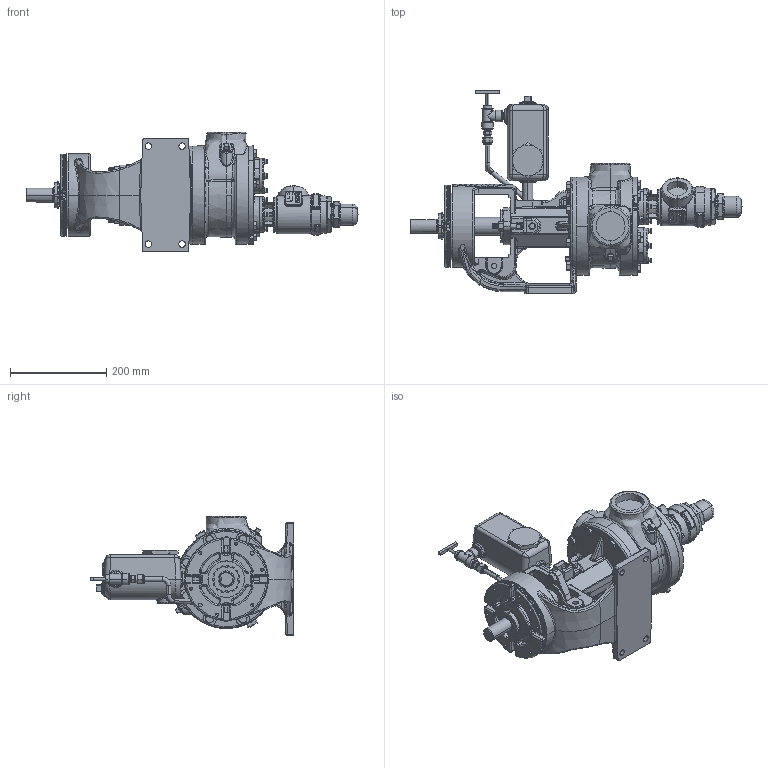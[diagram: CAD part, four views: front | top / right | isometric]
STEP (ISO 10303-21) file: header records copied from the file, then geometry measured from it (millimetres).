
FILE_DESCRIPTION (( 'STEP AP214' ), '1' );
FILE_NAME ('K4924A.STEP', '2016-09-19T18:57:21', ( '' ), ( '' ), 'SwSTEP 2.0', 'SolidWorks 2015', '' );
FILE_SCHEMA (( 'AUTOMOTIVE_DESIGN' ));
Length unit declared in the file: inch
Products named in the file (2): K4924A
Bounding box: 689 x 421.59 x 247.91 mm (x, y, z)
Volume: 9886705.8 mm3; surface area: 674480.4 mm2
Topology: 1 solids, 1 shells, 4038 faces, 10174 edges, 6115 vertices
Faces by surface type: plane 1194, cone 878, bspline 869, cylinder 782, torus 233, sphere 82
Entity records: 288203 total; most frequent: CARTESIAN_POINT 191787, ORIENTED_EDGE 20120, DIRECTION 16175, EDGE_CURVE 10060, AXIS2_PLACEMENT_3D 6560, VERTEX_POINT 6115, EDGE_LOOP 4169, FACE_OUTER_BOUND 4038
